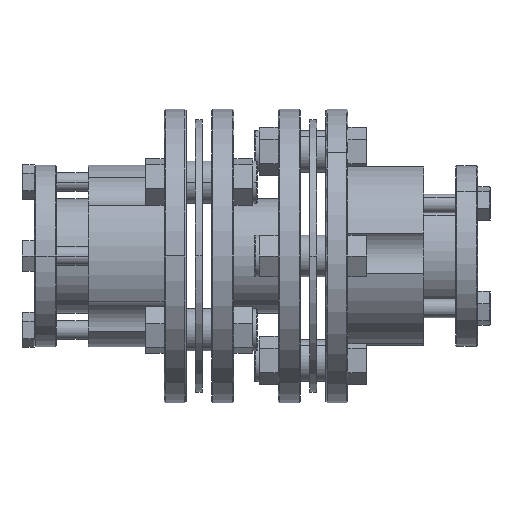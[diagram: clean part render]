
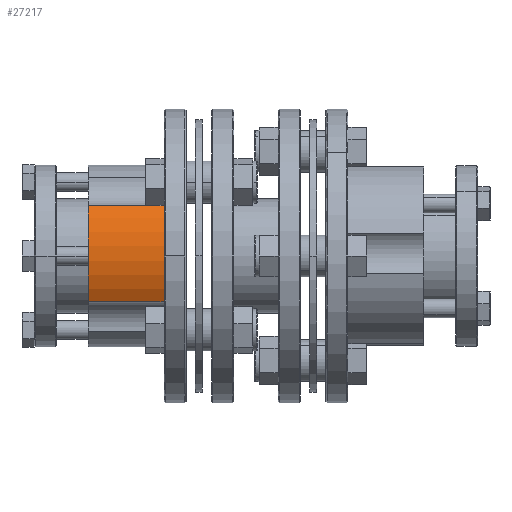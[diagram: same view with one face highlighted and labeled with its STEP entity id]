
A CAD part, front view. The second image highlights one B-rep face of the part: STEP entity #27217.
In plain terms, the highlighted cylindrical face has radius 39 mm (diameter 78 mm), a partial arc.
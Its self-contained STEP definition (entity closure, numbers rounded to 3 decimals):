
#92 = VERTEX_POINT ( 'NONE', #6498 ) ;
#93 = VERTEX_POINT ( 'NONE', #6499 ) ;
#121 = VERTEX_POINT ( 'NONE', #6527 ) ;
#122 = VERTEX_POINT ( 'NONE', #6528 ) ;
#451 = EDGE_CURVE ( 'NONE', #122, #121, #7041, .T. ) ;
#491 = EDGE_CURVE ( 'NONE', #122, #93, #7106, .T. ) ;
#492 = EDGE_CURVE ( 'NONE', #93, #92, #7110, .T. ) ;
#493 = EDGE_CURVE ( 'NONE', #121, #92, #7102, .T. ) ;
#2729 = EDGE_LOOP ( 'NONE', ( #2893, #2894, #2895, #2896 ) ) ;
#2893 = ORIENTED_EDGE ( 'NONE', *, *, #451, .F. ) ;
#2894 = ORIENTED_EDGE ( 'NONE', *, *, #491, .T. ) ;
#2895 = ORIENTED_EDGE ( 'NONE', *, *, #492, .T. ) ;
#2896 = ORIENTED_EDGE ( 'NONE', *, *, #493, .F. ) ;
#6498 = CARTESIAN_POINT ( 'NONE',  ( -72., -33.65, -19.716 ) ) ;
#6499 = CARTESIAN_POINT ( 'NONE',  ( -72., -32.445, 21.641 ) ) ;
#6527 = CARTESIAN_POINT ( 'NONE',  ( -39.5, -33.65, -19.716 ) ) ;
#6528 = CARTESIAN_POINT ( 'NONE',  ( -39.5, -32.445, 21.641 ) ) ;
#7041 = CIRCLE ( 'NONE', #7509, 39. ) ;
#7102 = LINE ( 'NONE', #8466, #7105 ) ;
#7104 = VECTOR ( 'NONE', #8462, 1000. ) ;
#7105 = VECTOR ( 'NONE', #8467, 1000. ) ;
#7106 = LINE ( 'NONE', #8456, #7104 ) ;
#7110 = CIRCLE ( 'NONE', #7519, 39. ) ;
#7509 = AXIS2_PLACEMENT_3D ( 'NONE', #8369, #8370, #8371 ) ;
#7519 = AXIS2_PLACEMENT_3D ( 'NONE', #8463, #8464, #8465 ) ;
#8369 = CARTESIAN_POINT ( 'NONE',  ( -39.5, 0., 0. ) ) ;
#8370 = DIRECTION ( 'NONE',  ( 1., 0., 0. ) ) ;
#8371 = DIRECTION ( 'NONE',  ( 0., 1., 0. ) ) ;
#8456 = CARTESIAN_POINT ( 'NONE',  ( -21.96, -32.445, 21.641 ) ) ;
#8462 = DIRECTION ( 'NONE',  ( -1., 0., 0. ) ) ;
#8463 = CARTESIAN_POINT ( 'NONE',  ( -72., 0., 0. ) ) ;
#8464 = DIRECTION ( 'NONE',  ( 1., 0., 0. ) ) ;
#8465 = DIRECTION ( 'NONE',  ( 0., 1., 0. ) ) ;
#8466 = CARTESIAN_POINT ( 'NONE',  ( -21.96, -33.65, -19.716 ) ) ;
#8467 = DIRECTION ( 'NONE',  ( -1., 0., 0. ) ) ;
#23263 = FACE_OUTER_BOUND ( 'NONE', #2729, .T. ) ;
#23272 = CYLINDRICAL_SURFACE ( 'NONE', #26571, 39. ) ;
#26571 = AXIS2_PLACEMENT_3D ( 'NONE', #26641, #26644, #26643 ) ;
#26641 = CARTESIAN_POINT ( 'NONE',  ( -30., 0., 0. ) ) ;
#26643 = DIRECTION ( 'NONE',  ( 0., 1., 0. ) ) ;
#26644 = DIRECTION ( 'NONE',  ( 1., 0., 0. ) ) ;
#27217 = ADVANCED_FACE ( 'NONE', ( #23263 ), #23272, .T. ) ;
